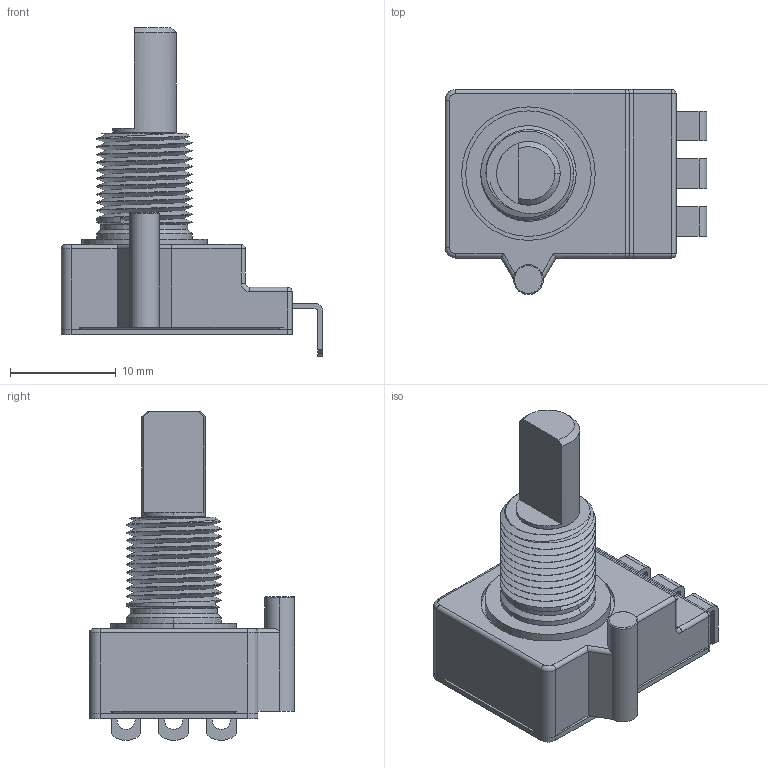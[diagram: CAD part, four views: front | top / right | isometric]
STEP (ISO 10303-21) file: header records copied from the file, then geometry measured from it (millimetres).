
FILE_DESCRIPTION (( 'STEP AP214' ), '1' );
FILE_NAME ('282SCCF104B25A1.STEP', '2019-05-24T08:31:00', ( '' ), ( '' ), 'SwSTEP 2.0', 'SolidWorks 2019', '' );
FILE_SCHEMA (( 'AUTOMOTIVE_DESIGN' ));
Length unit declared in the file: millimetre
Products named in the file (7): 282 for s type Terminal; 282SCCF104B25A1; 282Base_for S type; 282-02-016-XX-XXXX_ExistingCosmos282SMovedToOEM ConstructionLocationPost; 282G-I-2453; 282S1-DF-11904-FT; 282SMoldedCove_Existing282S SharedwithOEM Construction
Assembly tree (8 placements, depth 3):
  282SCCF104B25A1
    282-02-016-XX-XXXX_ExistingCosmos282SMovedToOEM ConstructionLocationPost
    282G-I-2453
    282S1-DF-11904-FT
    282SMoldedCove_Existing282S SharedwithOEM Construction
    282Base_for S type
      282 for s type Terminal  x3
Bounding box: 24.72 x 19.35 x 31.05 mm (x, y, z)
Volume: 2483.2 mm3; surface area: 4332.2 mm2
Topology: 7 solids, 7 shells, 387 faces, 965 edges, 611 vertices
Faces by surface type: plane 164, cylinder 162, torus 30, cone 25, sphere 4, bspline 2
Entity records: 11386 total; most frequent: CARTESIAN_POINT 3234, DIRECTION 1683, ORIENTED_EDGE 1642, EDGE_CURVE 821, AXIS2_PLACEMENT_3D 604, VERTEX_POINT 523, VECTOR 475, LINE 475
